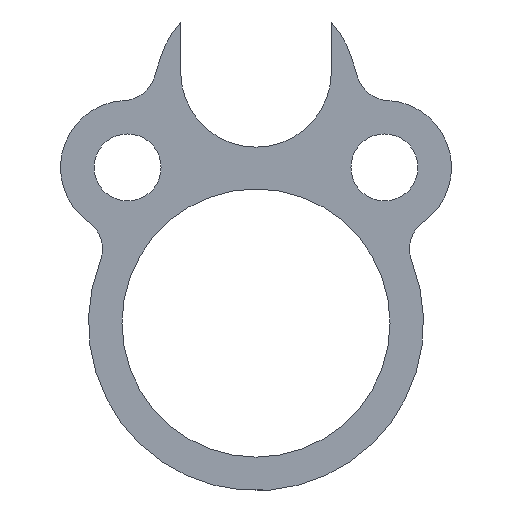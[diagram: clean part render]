
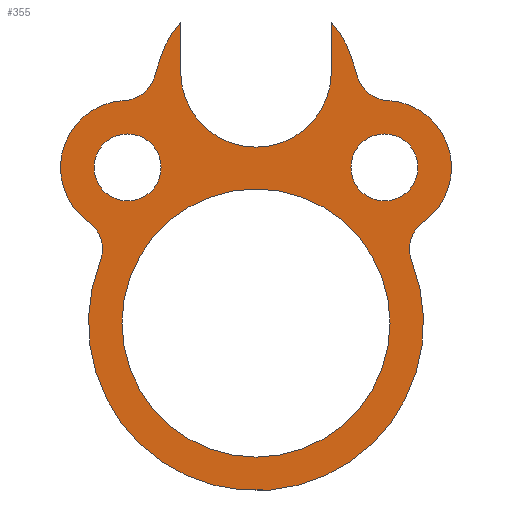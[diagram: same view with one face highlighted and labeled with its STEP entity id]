
A CAD part, front view. The second image highlights one B-rep face of the part: STEP entity #355.
In plain terms, the highlighted planar face has unit normal (0, -1, 0).
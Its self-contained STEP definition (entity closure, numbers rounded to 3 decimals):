
#19=PLANE('',#402);
#26=LINE('',#563,#48);
#30=LINE('',#575,#52);
#34=LINE('',#587,#56);
#38=LINE('',#599,#60);
#48=VECTOR('',#455,1.051);
#52=VECTOR('',#467,2.969);
#56=VECTOR('',#479,2.969);
#60=VECTOR('',#491,1.051);
#68=FACE_BOUND('',#114,.T.);
#69=FACE_BOUND('',#115,.T.);
#70=FACE_BOUND('',#116,.T.);
#91=FACE_OUTER_BOUND('',#113,.T.);
#113=EDGE_LOOP('',(#291,#292,#293,#294,#295,#296,#297,#298,#299,#300,#301,
#302,#303,#304));
#114=EDGE_LOOP('',(#305));
#115=EDGE_LOOP('',(#306));
#116=EDGE_LOOP('',(#307));
#122=CIRCLE('',#361,8.);
#124=CIRCLE('',#364,2.);
#126=CIRCLE('',#367,2.);
#127=CIRCLE('',#369,10.);
#129=CIRCLE('',#372,2.);
#131=CIRCLE('',#375,4.);
#133=CIRCLE('',#378,2.);
#135=CIRCLE('',#382,6.);
#137=CIRCLE('',#386,4.5);
#139=CIRCLE('',#390,6.);
#141=CIRCLE('',#394,2.);
#143=CIRCLE('',#397,4.);
#145=CIRCLE('',#400,2.);
#148=VERTEX_POINT('',#522);
#150=VERTEX_POINT('',#527);
#152=VERTEX_POINT('',#532);
#153=VERTEX_POINT('',#535);
#154=VERTEX_POINT('',#536);
#157=VERTEX_POINT('',#544);
#159=VERTEX_POINT('',#550);
#161=VERTEX_POINT('',#556);
#163=VERTEX_POINT('',#562);
#165=VERTEX_POINT('',#568);
#167=VERTEX_POINT('',#574);
#169=VERTEX_POINT('',#580);
#171=VERTEX_POINT('',#586);
#173=VERTEX_POINT('',#592);
#175=VERTEX_POINT('',#598);
#177=VERTEX_POINT('',#604);
#179=VERTEX_POINT('',#610);
#182=EDGE_CURVE('',#148,#148,#122,.T.);
#184=EDGE_CURVE('',#150,#150,#124,.T.);
#186=EDGE_CURVE('',#152,#152,#126,.T.);
#187=EDGE_CURVE('',#153,#154,#127,.T.);
#191=EDGE_CURVE('',#154,#157,#129,.T.);
#194=EDGE_CURVE('',#157,#159,#131,.T.);
#197=EDGE_CURVE('',#159,#161,#133,.T.);
#200=EDGE_CURVE('',#161,#163,#26,.T.);
#203=EDGE_CURVE('',#163,#165,#135,.T.);
#206=EDGE_CURVE('',#165,#167,#30,.T.);
#209=EDGE_CURVE('',#167,#169,#137,.T.);
#212=EDGE_CURVE('',#169,#171,#34,.T.);
#215=EDGE_CURVE('',#171,#173,#139,.T.);
#218=EDGE_CURVE('',#173,#175,#38,.T.);
#221=EDGE_CURVE('',#175,#177,#141,.T.);
#224=EDGE_CURVE('',#177,#179,#143,.T.);
#227=EDGE_CURVE('',#179,#153,#145,.T.);
#291=ORIENTED_EDGE('',*,*,#227,.T.);
#292=ORIENTED_EDGE('',*,*,#187,.T.);
#293=ORIENTED_EDGE('',*,*,#191,.T.);
#294=ORIENTED_EDGE('',*,*,#194,.T.);
#295=ORIENTED_EDGE('',*,*,#197,.T.);
#296=ORIENTED_EDGE('',*,*,#200,.T.);
#297=ORIENTED_EDGE('',*,*,#203,.T.);
#298=ORIENTED_EDGE('',*,*,#206,.T.);
#299=ORIENTED_EDGE('',*,*,#209,.T.);
#300=ORIENTED_EDGE('',*,*,#212,.T.);
#301=ORIENTED_EDGE('',*,*,#215,.T.);
#302=ORIENTED_EDGE('',*,*,#218,.T.);
#303=ORIENTED_EDGE('',*,*,#221,.T.);
#304=ORIENTED_EDGE('',*,*,#224,.T.);
#305=ORIENTED_EDGE('',*,*,#182,.T.);
#306=ORIENTED_EDGE('',*,*,#184,.T.);
#307=ORIENTED_EDGE('',*,*,#186,.T.);
#355=ADVANCED_FACE('',(#91,#68,#69,#70),#19,.T.);
#361=AXIS2_PLACEMENT_3D('',#523,#410,#411);
#364=AXIS2_PLACEMENT_3D('',#528,#416,#417);
#367=AXIS2_PLACEMENT_3D('',#533,#422,#423);
#369=AXIS2_PLACEMENT_3D('',#537,#426,#427);
#372=AXIS2_PLACEMENT_3D('',#545,#434,#435);
#375=AXIS2_PLACEMENT_3D('',#551,#441,#442);
#378=AXIS2_PLACEMENT_3D('',#557,#448,#449);
#382=AXIS2_PLACEMENT_3D('',#569,#460,#461);
#386=AXIS2_PLACEMENT_3D('',#581,#472,#473);
#390=AXIS2_PLACEMENT_3D('',#593,#484,#485);
#394=AXIS2_PLACEMENT_3D('',#605,#496,#497);
#397=AXIS2_PLACEMENT_3D('',#611,#503,#504);
#400=AXIS2_PLACEMENT_3D('',#616,#510,#511);
#402=AXIS2_PLACEMENT_3D('',#618,#514,#515);
#410=DIRECTION('center_axis',(0.,1.,0.));
#411=DIRECTION('ref_axis',(1.,0.,0.));
#416=DIRECTION('center_axis',(0.,1.,0.));
#417=DIRECTION('ref_axis',(1.,0.,0.));
#422=DIRECTION('center_axis',(0.,1.,0.));
#423=DIRECTION('ref_axis',(1.,0.,0.));
#426=DIRECTION('center_axis',(0.,-1.,0.));
#427=DIRECTION('ref_axis',(-0.93,0.,-0.367));
#434=DIRECTION('center_axis',(0.,1.,0.));
#435=DIRECTION('ref_axis',(-0.93,0.,-0.367));
#441=DIRECTION('center_axis',(0.,-1.,0.));
#442=DIRECTION('ref_axis',(-0.05,0.,-0.999));
#448=DIRECTION('center_axis',(0.,1.,0.));
#449=DIRECTION('ref_axis',(-0.05,0.,-0.999));
#455=DIRECTION('',(-0.286,0.,0.958));
#460=DIRECTION('center_axis',(0.,-1.,0.));
#461=DIRECTION('ref_axis',(-0.75,0.,-0.661));
#467=DIRECTION('',(0.,0.,-1.));
#472=DIRECTION('center_axis',(0.,1.,0.));
#473=DIRECTION('ref_axis',(1.,0.,0.));
#479=DIRECTION('',(0.,0.,1.));
#484=DIRECTION('center_axis',(0.,-1.,0.));
#485=DIRECTION('ref_axis',(0.958,0.,-0.286));
#491=DIRECTION('',(-0.286,0.,-0.958));
#496=DIRECTION('center_axis',(0.,1.,0.));
#497=DIRECTION('ref_axis',(0.958,0.,-0.286));
#503=DIRECTION('center_axis',(0.,-1.,0.));
#504=DIRECTION('ref_axis',(0.582,0.,0.813));
#510=DIRECTION('center_axis',(0.,1.,0.));
#511=DIRECTION('ref_axis',(0.582,0.,0.813));
#514=DIRECTION('center_axis',(0.,-1.,0.));
#515=DIRECTION('ref_axis',(0.,0.,-1.));
#522=CARTESIAN_POINT('',(-8.,0.,8.));
#523=CARTESIAN_POINT('Origin',(0.,0.,8.));
#527=CARTESIAN_POINT('',(5.667,0.,17.286));
#528=CARTESIAN_POINT('Origin',(7.667,0.,17.286));
#532=CARTESIAN_POINT('',(-9.667,0.,17.286));
#533=CARTESIAN_POINT('Origin',(-7.667,0.,17.286));
#535=CARTESIAN_POINT('',(-9.301,0.,11.674));
#536=CARTESIAN_POINT('',(9.301,0.,11.674));
#537=CARTESIAN_POINT('Origin',(0.,0.,8.));
#544=CARTESIAN_POINT('',(9.996,0.,14.034));
#545=CARTESIAN_POINT('Origin',(11.161,0.,12.408));
#550=CARTESIAN_POINT('',(7.867,0.,21.281));
#551=CARTESIAN_POINT('Origin',(7.667,0.,17.286));
#556=CARTESIAN_POINT('',(6.05,0.,22.707));
#557=CARTESIAN_POINT('Origin',(7.967,0.,23.278));
#562=CARTESIAN_POINT('',(5.75,0.,23.714));
#563=CARTESIAN_POINT('',(6.05,0.,22.707));
#568=CARTESIAN_POINT('',(4.5,0.,25.969));
#569=CARTESIAN_POINT('Origin',(0.,0.,22.));
#574=CARTESIAN_POINT('',(4.5,0.,23.));
#575=CARTESIAN_POINT('',(4.5,0.,25.969));
#580=CARTESIAN_POINT('',(-4.5,0.,23.));
#581=CARTESIAN_POINT('Origin',(0.,0.,23.));
#586=CARTESIAN_POINT('',(-4.5,0.,25.969));
#587=CARTESIAN_POINT('',(-4.5,0.,23.));
#592=CARTESIAN_POINT('',(-5.75,0.,23.714));
#593=CARTESIAN_POINT('Origin',(0.,0.,22.));
#598=CARTESIAN_POINT('',(-6.05,0.,22.707));
#599=CARTESIAN_POINT('',(-5.75,0.,23.714));
#604=CARTESIAN_POINT('',(-7.867,0.,21.281));
#605=CARTESIAN_POINT('Origin',(-7.967,0.,23.278));
#610=CARTESIAN_POINT('',(-9.996,0.,14.034));
#611=CARTESIAN_POINT('Origin',(-7.667,0.,17.286));
#616=CARTESIAN_POINT('Origin',(-11.161,0.,12.408));
#618=CARTESIAN_POINT('Origin',(0.,0.,13.466));
